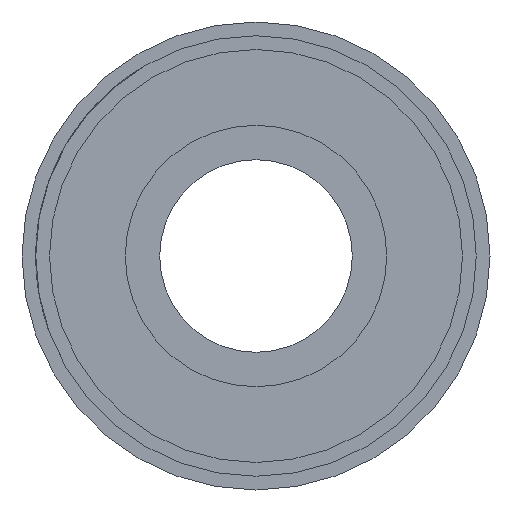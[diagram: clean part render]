
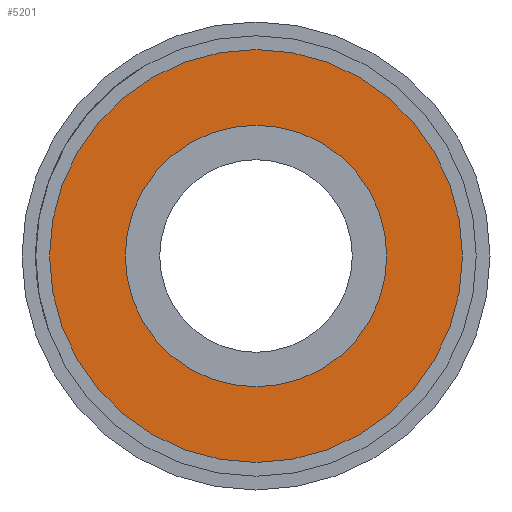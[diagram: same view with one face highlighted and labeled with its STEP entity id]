
A CAD part, left-side view. The second image highlights one B-rep face of the part: STEP entity #5201.
In plain terms, the highlighted planar face has unit normal (-1, 0, 0).
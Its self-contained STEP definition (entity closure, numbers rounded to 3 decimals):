
#2 = VERTEX_POINT ( 'NONE', #4274 ) ;
#239 = CARTESIAN_POINT ( 'NONE',  ( 0., 0., 0. ) ) ;
#822 = ORIENTED_EDGE ( 'NONE', *, *, #5848, .F. ) ;
#897 = FACE_OUTER_BOUND ( 'NONE', #5426, .T. ) ;
#956 = DIRECTION ( 'NONE',  ( -1., 0., 0. ) ) ;
#1152 = CARTESIAN_POINT ( 'NONE',  ( 0., 0., 0. ) ) ;
#1548 = FACE_BOUND ( 'NONE', #2231, .T. ) ;
#1677 = DIRECTION ( 'NONE',  ( 0., 0., 1. ) ) ;
#1836 = DIRECTION ( 'NONE',  ( -1., 0., 0. ) ) ;
#1882 = DIRECTION ( 'NONE',  ( 0., 0., 1. ) ) ;
#2187 = ORIENTED_EDGE ( 'NONE', *, *, #6745, .T. ) ;
#2231 = EDGE_LOOP ( 'NONE', ( #4975, #822 ) ) ;
#2246 = DIRECTION ( 'NONE',  ( -1., 0., 0. ) ) ;
#2462 = AXIS2_PLACEMENT_3D ( 'NONE', #8320, #956, #6297 ) ;
#2806 = CARTESIAN_POINT ( 'NONE',  ( 0., 0., -15. ) ) ;
#2961 = EDGE_CURVE ( 'NONE', #3478, #3208, #5947, .T. ) ;
#3208 = VERTEX_POINT ( 'NONE', #2806 ) ;
#3478 = VERTEX_POINT ( 'NONE', #4706 ) ;
#3567 = PLANE ( 'NONE',  #8351 ) ;
#3580 = CARTESIAN_POINT ( 'NONE',  ( 0., 0., 0. ) ) ;
#3730 = CARTESIAN_POINT ( 'NONE',  ( 0., 0., -9.5 ) ) ;
#4274 = CARTESIAN_POINT ( 'NONE',  ( 0., 0., 9.5 ) ) ;
#4291 = CIRCLE ( 'NONE', #5828, 9.5 ) ;
#4706 = CARTESIAN_POINT ( 'NONE',  ( 0., 0., 15. ) ) ;
#4972 = VERTEX_POINT ( 'NONE', #3730 ) ;
#4975 = ORIENTED_EDGE ( 'NONE', *, *, #7342, .F. ) ;
#5122 = AXIS2_PLACEMENT_3D ( 'NONE', #3580, #6253, #7701 ) ;
#5201 = ADVANCED_FACE ( 'NONE', ( #1548, #897 ), #3567, .T. ) ;
#5426 = EDGE_LOOP ( 'NONE', ( #5469, #2187 ) ) ;
#5469 = ORIENTED_EDGE ( 'NONE', *, *, #2961, .T. ) ;
#5828 = AXIS2_PLACEMENT_3D ( 'NONE', #8516, #1836, #7814 ) ;
#5848 = EDGE_CURVE ( 'NONE', #4972, #2, #8628, .T. ) ;
#5947 = CIRCLE ( 'NONE', #7068, 15. ) ;
#6253 = DIRECTION ( 'NONE',  ( -1., 0., 0. ) ) ;
#6297 = DIRECTION ( 'NONE',  ( 0., 0., 1. ) ) ;
#6745 = EDGE_CURVE ( 'NONE', #3208, #3478, #8072, .T. ) ;
#7068 = AXIS2_PLACEMENT_3D ( 'NONE', #1152, #7193, #1882 ) ;
#7193 = DIRECTION ( 'NONE',  ( -1., 0., 0. ) ) ;
#7342 = EDGE_CURVE ( 'NONE', #2, #4972, #4291, .T. ) ;
#7701 = DIRECTION ( 'NONE',  ( 0., 0., 1. ) ) ;
#7814 = DIRECTION ( 'NONE',  ( 0., 0., 1. ) ) ;
#8072 = CIRCLE ( 'NONE', #2462, 15. ) ;
#8320 = CARTESIAN_POINT ( 'NONE',  ( 0., 0., 0. ) ) ;
#8351 = AXIS2_PLACEMENT_3D ( 'NONE', #239, #2246, #1677 ) ;
#8516 = CARTESIAN_POINT ( 'NONE',  ( 0., 0., 0. ) ) ;
#8628 = CIRCLE ( 'NONE', #5122, 9.5 ) ;
